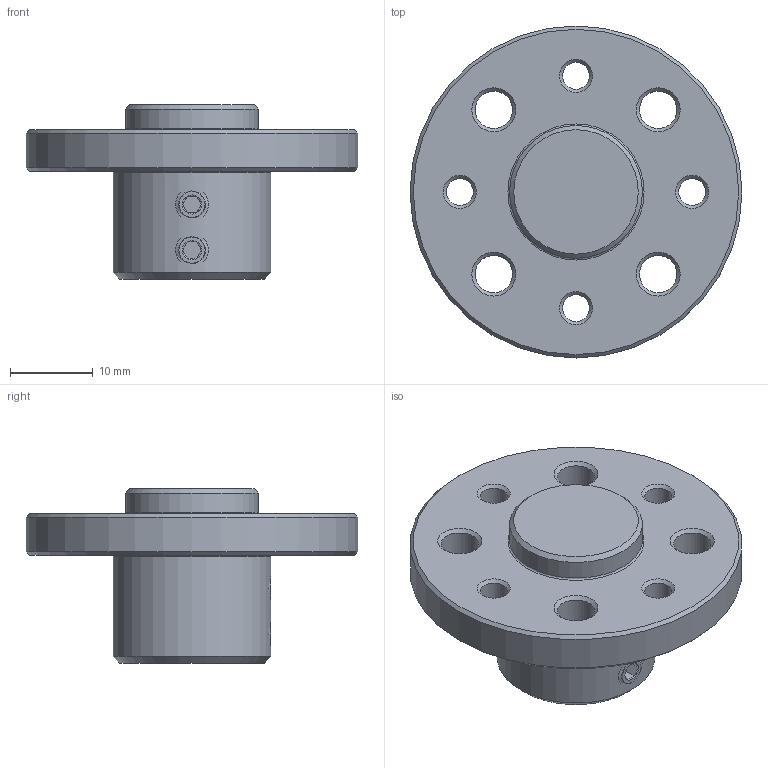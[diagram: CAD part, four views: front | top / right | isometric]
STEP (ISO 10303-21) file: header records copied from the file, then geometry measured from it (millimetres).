
FILE_DESCRIPTION(/* description */ ('STEP AP214'),/* implementation_level */ '2;1');
FILE_NAME(/* name */ '4886222_DARF-Q12-16',/* time_stamp */ '2024-08-14T14:56:18+02:00',/* author */ ('License CC BY-ND 4.0'),/* organization */ ('CADENAS'),/* preprocessor_version */ 'ST-DEVELOPER v19.3',/* originating_system */ 'PARTsolutions',/* authorisation */ ' ');
FILE_SCHEMA (('AUTOMOTIVE_DESIGN {1 0 10303 214 3 1 1}'));
Length unit declared in the file: millimetre
Products named in the file (3): 4886222 DARF-Q12-16; 4086216 DARF-Q12-16---(P); DIN-913 - M4x6
Assembly tree (3 placements, depth 2):
  4886222 DARF-Q12-16
    4086216 DARF-Q12-16---(P)
    DIN-913 - M4x6  x2
Bounding box: 40 x 40 x 21 mm (x, y, z)
Volume: 9190.3 mm3; surface area: 4931.1 mm2
Topology: 3 solids, 3 shells, 78 faces, 154 edges, 86 vertices
Faces by surface type: cone 38, plane 22, cylinder 16, torus 2
Full cylindrical faces by diameter (mm): 3.242 x6, 4 x2, 4.5 x4, 8 x1, 16 x1, 19 x1, 40 x1
Entity records: 1490 total; most frequent: CARTESIAN_POINT 269, DIRECTION 254, ORIENTED_EDGE 158, FACE_BOUND 125, EDGE_LOOP 124, AXIS2_PLACEMENT_3D 121, EDGE_CURVE 79, VERTEX_POINT 68
